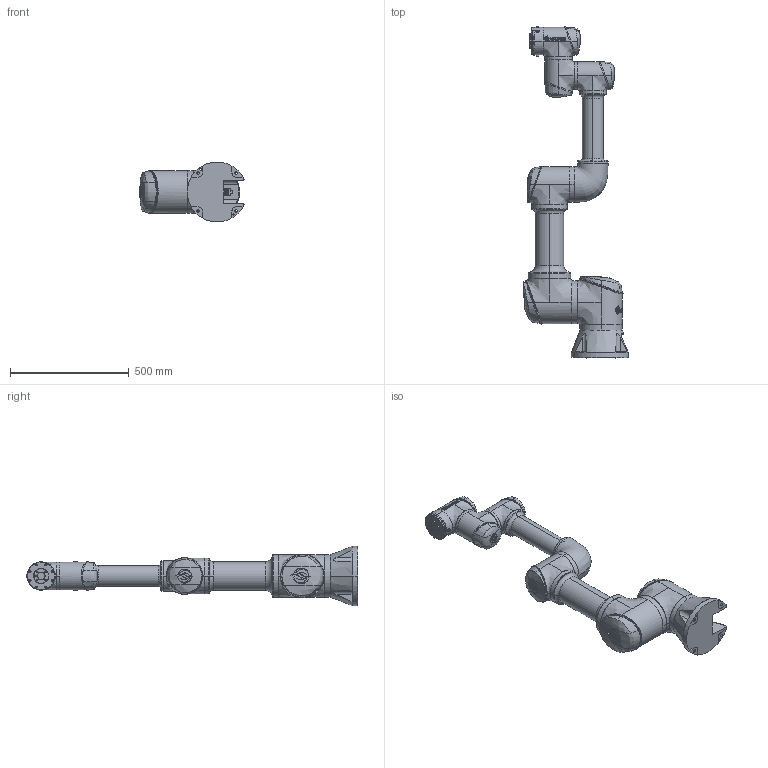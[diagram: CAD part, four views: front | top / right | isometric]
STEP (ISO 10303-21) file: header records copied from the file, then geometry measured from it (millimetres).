
FILE_DESCRIPTION (( 'STEP AP214' ), '1' );
FILE_NAME ('X30-1100.STEP', '2024-02-29T10:17:30', ( '' ), ( '' ), 'SwSTEP 2.0', 'SolidWorks 2018', '' );
FILE_SCHEMA (( 'AUTOMOTIVE_DESIGN' ));
Length unit declared in the file: millimetre
Products named in the file (9): GCR30-J2_1^X30-1100(2)_X30-1100; GCR30-J3_1^X30-1100(2)_X30-1100; GCR30-J6_1^X30-1100(2)_X30-1100; GCR30-J1_1^X30-1100(2)_X30-1100; GCR30-J4_1^X30-1100(2)_X30-1100; X30-1100; GCR30-J5_1^X30-1100(2)_X30-1100; X30-1100(2)^X30-1100; GCR30-J0_1^X30-1100(2)_X30-1100
Assembly tree (8 placements, depth 3):
  X30-1100
    X30-1100(2)^X30-1100
      GCR30-J0_1^X30-1100(2)_X30-1100
      GCR30-J1_1^X30-1100(2)_X30-1100
      GCR30-J2_1^X30-1100(2)_X30-1100
      GCR30-J3_1^X30-1100(2)_X30-1100
      GCR30-J4_1^X30-1100(2)_X30-1100
      GCR30-J5_1^X30-1100(2)_X30-1100
      GCR30-J6_1^X30-1100(2)_X30-1100
Bounding box: 439.79 x 1399 x 252 mm (x, y, z)
Volume: 32796829.2 mm3; surface area: 2048674.8 mm2
Topology: 30 solids, 46 shells, 2296 faces, 5687 edges, 3684 vertices
Faces by surface type: plane 1050, cylinder 753, bspline 341, cone 79, torus 71, sphere 2
Entity records: 190997 total; most frequent: CARTESIAN_POINT 138196, ORIENTED_EDGE 11314, DIRECTION 9542, EDGE_CURVE 5657, VERTEX_POINT 3684, AXIS2_PLACEMENT_3D 3410, LINE 2722, VECTOR 2722
